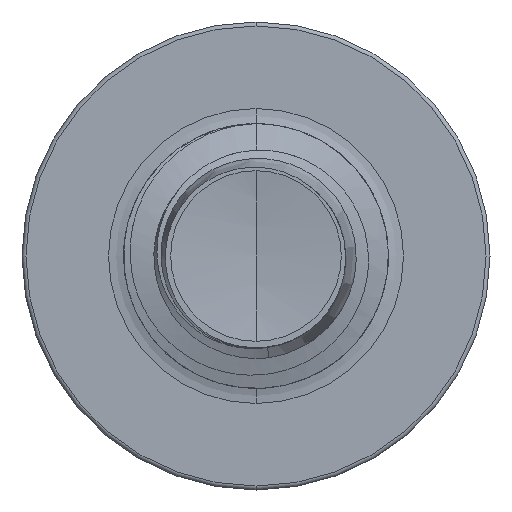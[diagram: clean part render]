
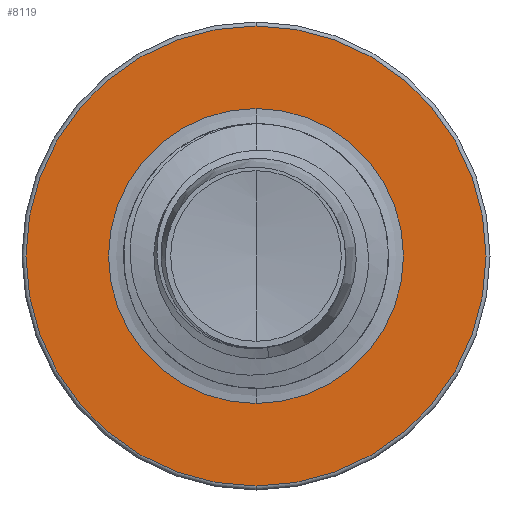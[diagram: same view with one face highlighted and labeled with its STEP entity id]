
A CAD part, front view. The second image highlights one B-rep face of the part: STEP entity #8119.
In plain terms, the highlighted planar face has unit normal (0, -1, 0).
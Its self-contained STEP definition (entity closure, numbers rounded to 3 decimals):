
#64 = CIRCLE ( 'NONE', #13039, 2.605 ) ;
#227 = CARTESIAN_POINT ( 'NONE',  ( 0., 4., 2.605 ) ) ;
#744 = CARTESIAN_POINT ( 'NONE',  ( 0., 4., 1.67 ) ) ;
#1163 = FACE_OUTER_BOUND ( 'NONE', #7443, .T. ) ;
#1196 = EDGE_CURVE ( 'NONE', #12710, #11441, #2764, .T. ) ;
#1214 = DIRECTION ( 'NONE',  ( 0., 1., 0. ) ) ;
#1247 = ORIENTED_EDGE ( 'NONE', *, *, #2345, .F. ) ;
#2279 = CIRCLE ( 'NONE', #12311, 2.605 ) ;
#2345 = EDGE_CURVE ( 'NONE', #6884, #4674, #2279, .T. ) ;
#2428 = DIRECTION ( 'NONE',  ( 0., 1., 0. ) ) ;
#2764 = CIRCLE ( 'NONE', #7850, 1.67 ) ;
#3662 = CARTESIAN_POINT ( 'NONE',  ( 0., 4., 0. ) ) ;
#3694 = CARTESIAN_POINT ( 'NONE',  ( 0., 4., 0. ) ) ;
#3734 = DIRECTION ( 'NONE',  ( 0., 1., 0. ) ) ;
#4392 = DIRECTION ( 'NONE',  ( 0., 0., 1. ) ) ;
#4520 = CIRCLE ( 'NONE', #12701, 1.67 ) ;
#4674 = VERTEX_POINT ( 'NONE', #227 ) ;
#4797 = DIRECTION ( 'NONE',  ( 0., 0., 1. ) ) ;
#6510 = CARTESIAN_POINT ( 'NONE',  ( 0., 4., -1.67 ) ) ;
#6568 = ORIENTED_EDGE ( 'NONE', *, *, #11935, .T. ) ;
#6884 = VERTEX_POINT ( 'NONE', #11456 ) ;
#7339 = EDGE_CURVE ( 'NONE', #4674, #6884, #64, .T. ) ;
#7443 = EDGE_LOOP ( 'NONE', ( #8105, #1247 ) ) ;
#7630 = ORIENTED_EDGE ( 'NONE', *, *, #1196, .T. ) ;
#7646 = CARTESIAN_POINT ( 'NONE',  ( 0., 4., 0. ) ) ;
#7850 = AXIS2_PLACEMENT_3D ( 'NONE', #3662, #3734, #10288 ) ;
#8105 = ORIENTED_EDGE ( 'NONE', *, *, #7339, .F. ) ;
#8119 = ADVANCED_FACE ( 'NONE', ( #1163, #9999 ), #9411, .F. ) ;
#8693 = DIRECTION ( 'NONE',  ( 0., 0., 1. ) ) ;
#8744 = CARTESIAN_POINT ( 'NONE',  ( 0., 4., 0. ) ) ;
#9369 = CARTESIAN_POINT ( 'NONE',  ( 0., 4., -1.67 ) ) ;
#9411 = PLANE ( 'NONE',  #9505 ) ;
#9505 = AXIS2_PLACEMENT_3D ( 'NONE', #9369, #10410, #4392 ) ;
#9706 = DIRECTION ( 'NONE',  ( 0., 0., 1. ) ) ;
#9999 = FACE_BOUND ( 'NONE', #12318, .T. ) ;
#10288 = DIRECTION ( 'NONE',  ( 0., 0., 1. ) ) ;
#10410 = DIRECTION ( 'NONE',  ( 0., 1., 0. ) ) ;
#10800 = DIRECTION ( 'NONE',  ( 0., 1., 0. ) ) ;
#11441 = VERTEX_POINT ( 'NONE', #6510 ) ;
#11456 = CARTESIAN_POINT ( 'NONE',  ( 0., 4., -2.605 ) ) ;
#11935 = EDGE_CURVE ( 'NONE', #11441, #12710, #4520, .T. ) ;
#12311 = AXIS2_PLACEMENT_3D ( 'NONE', #7646, #1214, #8693 ) ;
#12318 = EDGE_LOOP ( 'NONE', ( #7630, #6568 ) ) ;
#12701 = AXIS2_PLACEMENT_3D ( 'NONE', #8744, #2428, #9706 ) ;
#12710 = VERTEX_POINT ( 'NONE', #744 ) ;
#13039 = AXIS2_PLACEMENT_3D ( 'NONE', #3694, #10800, #4797 ) ;
